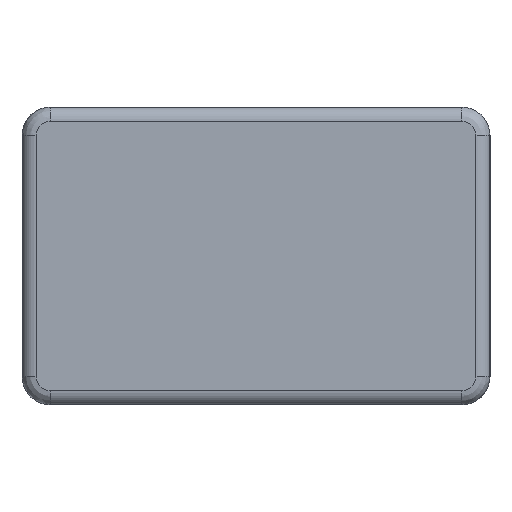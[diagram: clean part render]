
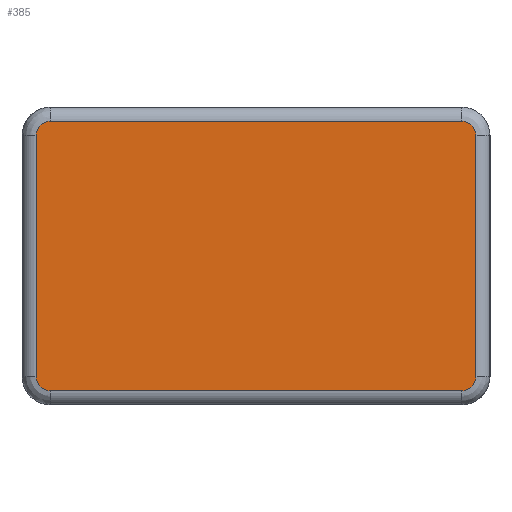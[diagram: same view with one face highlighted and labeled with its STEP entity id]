
A CAD part, left-side view. The second image highlights one B-rep face of the part: STEP entity #385.
In plain terms, the highlighted planar face has unit normal (-1, 0, 0).
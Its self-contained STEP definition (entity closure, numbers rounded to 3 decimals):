
#17=PLANE('',#439);
#41=FACE_OUTER_BOUND('',#67,.T.);
#67=EDGE_LOOP('',(#297,#298,#299,#300,#301,#302,#303,#304));
#82=LINE('',#598,#106);
#83=LINE('',#617,#107);
#85=LINE('',#637,#109);
#87=LINE('',#657,#111);
#106=VECTOR('',#472,10.);
#107=VECTOR('',#483,10.);
#109=VECTOR('',#495,10.);
#111=VECTOR('',#507,10.);
#132=CIRCLE('',#417,1.);
#136=CIRCLE('',#422,1.);
#140=CIRCLE('',#427,1.);
#144=CIRCLE('',#432,1.);
#161=VERTEX_POINT('',#591);
#164=VERTEX_POINT('',#596);
#166=VERTEX_POINT('',#609);
#168=VERTEX_POINT('',#615);
#170=VERTEX_POINT('',#629);
#172=VERTEX_POINT('',#635);
#174=VERTEX_POINT('',#649);
#176=VERTEX_POINT('',#655);
#196=EDGE_CURVE('',#164,#161,#82,.T.);
#198=EDGE_CURVE('',#166,#164,#132,.T.);
#201=EDGE_CURVE('',#168,#166,#83,.T.);
#204=EDGE_CURVE('',#170,#168,#136,.T.);
#207=EDGE_CURVE('',#172,#170,#85,.T.);
#210=EDGE_CURVE('',#174,#172,#140,.T.);
#213=EDGE_CURVE('',#176,#174,#87,.T.);
#216=EDGE_CURVE('',#161,#176,#144,.T.);
#297=ORIENTED_EDGE('',*,*,#196,.F.);
#298=ORIENTED_EDGE('',*,*,#198,.F.);
#299=ORIENTED_EDGE('',*,*,#201,.F.);
#300=ORIENTED_EDGE('',*,*,#204,.F.);
#301=ORIENTED_EDGE('',*,*,#207,.F.);
#302=ORIENTED_EDGE('',*,*,#210,.F.);
#303=ORIENTED_EDGE('',*,*,#213,.F.);
#304=ORIENTED_EDGE('',*,*,#216,.F.);
#385=ADVANCED_FACE('',(#41),#17,.T.);
#417=AXIS2_PLACEMENT_3D('',#611,#475,#476);
#422=AXIS2_PLACEMENT_3D('',#631,#487,#488);
#427=AXIS2_PLACEMENT_3D('',#651,#499,#500);
#432=AXIS2_PLACEMENT_3D('',#669,#511,#512);
#439=AXIS2_PLACEMENT_3D('',#688,#532,#533);
#472=DIRECTION('',(0.,0.,-1.));
#475=DIRECTION('center_axis',(1.,0.,0.));
#476=DIRECTION('ref_axis',(0.,-0.707,0.707));
#483=DIRECTION('',(0.,-1.,0.));
#487=DIRECTION('center_axis',(1.,0.,0.));
#488=DIRECTION('ref_axis',(0.,0.707,0.707));
#495=DIRECTION('',(0.,0.,1.));
#499=DIRECTION('center_axis',(1.,0.,0.));
#500=DIRECTION('ref_axis',(0.,0.707,-0.707));
#507=DIRECTION('',(0.,1.,0.));
#511=DIRECTION('center_axis',(1.,0.,0.));
#512=DIRECTION('ref_axis',(0.,-0.707,-0.707));
#532=DIRECTION('center_axis',(-1.,0.,0.));
#533=DIRECTION('ref_axis',(0.,-1.,0.));
#591=CARTESIAN_POINT('',(0.,1.,2.));
#596=CARTESIAN_POINT('',(0.,1.,19.));
#598=CARTESIAN_POINT('',(0.,1.,0.));
#609=CARTESIAN_POINT('',(0.,2.,20.));
#611=CARTESIAN_POINT('Origin',(0.,2.,19.));
#615=CARTESIAN_POINT('',(0.,31.,20.));
#617=CARTESIAN_POINT('',(0.,24.75,20.));
#629=CARTESIAN_POINT('',(0.,32.,19.));
#631=CARTESIAN_POINT('Origin',(0.,31.,19.));
#635=CARTESIAN_POINT('',(0.,32.,2.));
#637=CARTESIAN_POINT('',(0.,32.,0.));
#649=CARTESIAN_POINT('',(0.,31.,1.));
#651=CARTESIAN_POINT('Origin',(0.,31.,2.));
#655=CARTESIAN_POINT('',(0.,2.,1.));
#657=CARTESIAN_POINT('',(0.,24.75,1.));
#669=CARTESIAN_POINT('Origin',(0.,2.,2.));
#688=CARTESIAN_POINT('Origin',(0.,33.,0.));
